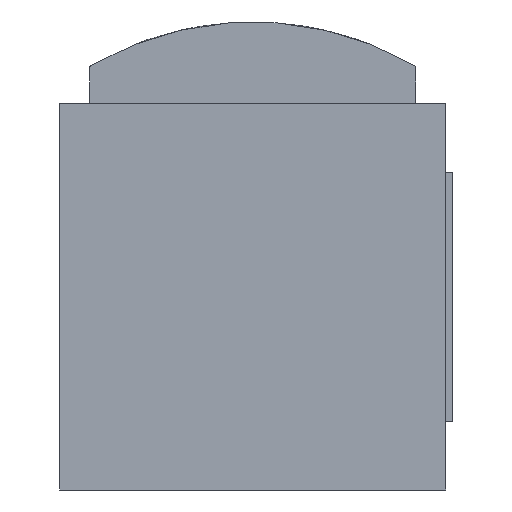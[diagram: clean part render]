
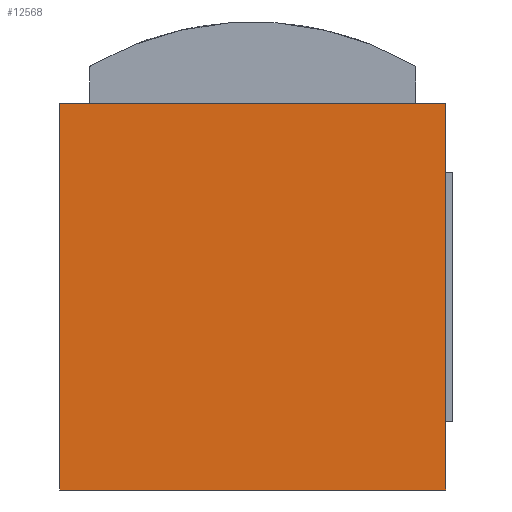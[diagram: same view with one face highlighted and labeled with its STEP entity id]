
A CAD part, front view. The second image highlights one B-rep face of the part: STEP entity #12568.
In plain terms, the highlighted planar face has unit normal (0, -1, 0).
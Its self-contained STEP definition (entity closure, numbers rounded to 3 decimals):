
#72=PLANE('',#13257);
#1280=ORIENTED_EDGE('',*,*,#3898,.T.);
#1281=ORIENTED_EDGE('',*,*,#3899,.F.);
#1282=ORIENTED_EDGE('',*,*,#3900,.F.);
#1283=ORIENTED_EDGE('',*,*,#3786,.T.);
#3786=EDGE_CURVE('',#5091,#5090,#5877,.T.);
#3898=EDGE_CURVE('',#5090,#5200,#5985,.T.);
#3899=EDGE_CURVE('',#5201,#5200,#5986,.T.);
#3900=EDGE_CURVE('',#5091,#5201,#5987,.T.);
#5090=VERTEX_POINT('',#17260);
#5091=VERTEX_POINT('',#17262);
#5200=VERTEX_POINT('',#17488);
#5201=VERTEX_POINT('',#17490);
#5877=LINE('',#17261,#6884);
#5985=LINE('',#17487,#6992);
#5986=LINE('',#17489,#6993);
#5987=LINE('',#17491,#6994);
#6884=VECTOR('',#14354,1000.);
#6992=VECTOR('',#14480,1000.);
#6993=VECTOR('',#14481,1000.);
#6994=VECTOR('',#14482,1000.);
#7873=EDGE_LOOP('',(#1280,#1281,#1282,#1283));
#8517=FACE_BOUND('',#7873,.T.);
#12568=ADVANCED_FACE('',(#8517),#72,.F.);
#13257=AXIS2_PLACEMENT_3D('',#17486,#14478,#14479);
#14354=DIRECTION('',(0.,0.,-1.));
#14478=DIRECTION('',(0.,1.,0.));
#14479=DIRECTION('',(0.,0.,1.));
#14480=DIRECTION('',(1.,0.,0.));
#14481=DIRECTION('',(0.,0.,-1.));
#14482=DIRECTION('',(1.,0.,0.));
#17260=CARTESIAN_POINT('',(-45.,-58.,-45.));
#17261=CARTESIAN_POINT('',(-45.,-58.,45.));
#17262=CARTESIAN_POINT('',(-45.,-58.,45.));
#17486=CARTESIAN_POINT('',(-45.,-58.,45.));
#17487=CARTESIAN_POINT('',(-45.,-58.,-45.));
#17488=CARTESIAN_POINT('',(45.,-58.,-45.));
#17489=CARTESIAN_POINT('',(45.,-58.,45.));
#17490=CARTESIAN_POINT('',(45.,-58.,45.));
#17491=CARTESIAN_POINT('',(-45.,-58.,45.));
